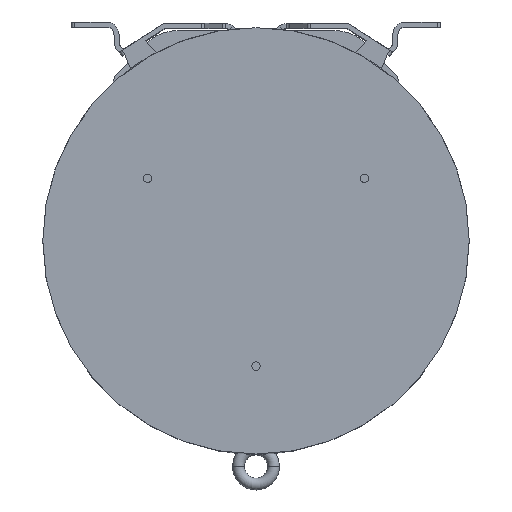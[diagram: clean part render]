
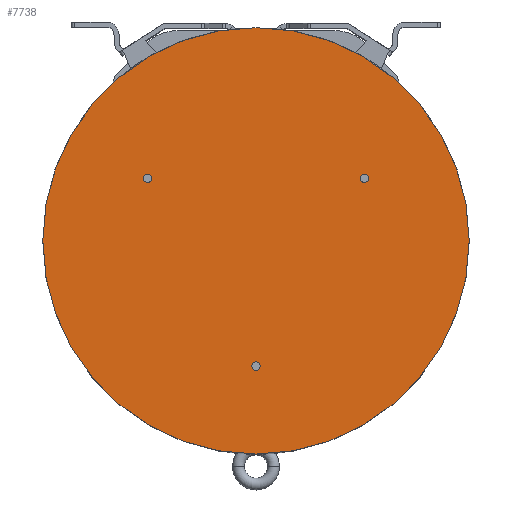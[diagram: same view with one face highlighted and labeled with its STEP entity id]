
A CAD part, top view. The second image highlights one B-rep face of the part: STEP entity #7738.
In plain terms, the highlighted planar face has unit normal (0, 0, 1).
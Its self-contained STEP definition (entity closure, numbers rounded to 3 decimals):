
#329=CARTESIAN_POINT('',(0.,0.,103.04));
#330=DIRECTION('',(0.,0.,1.));
#331=DIRECTION('',(1.,0.,0.));
#332=AXIS2_PLACEMENT_3D('',#329,#330,#331);
#2381=CARTESIAN_POINT('',(0.,0.,103.04));
#2382=DIRECTION('',(0.,0.,1.));
#2383=DIRECTION('',(-1.,0.,0.));
#2384=AXIS2_PLACEMENT_3D('',#2381,#2382,#2383);
#2435=CARTESIAN_POINT('',(86.603,50.,103.04));
#2436=DIRECTION('',(0.,0.,1.));
#2437=DIRECTION('',(1.,0.,0.));
#2438=AXIS2_PLACEMENT_3D('',#2435,#2436,#2437);
#2440=CARTESIAN_POINT('',(86.603,50.,103.04));
#2441=DIRECTION('',(0.,0.,1.));
#2442=DIRECTION('',(-1.,0.,0.));
#2443=AXIS2_PLACEMENT_3D('',#2440,#2441,#2442);
#2483=CARTESIAN_POINT('',(-86.603,50.,103.04));
#2484=DIRECTION('',(0.,0.,1.));
#2485=DIRECTION('',(1.,0.,0.));
#2486=AXIS2_PLACEMENT_3D('',#2483,#2484,#2485);
#2488=CARTESIAN_POINT('',(-86.603,50.,103.04));
#2489=DIRECTION('',(0.,0.,1.));
#2490=DIRECTION('',(-1.,0.,0.));
#2491=AXIS2_PLACEMENT_3D('',#2488,#2489,#2490);
#2501=CARTESIAN_POINT('',(0.,-100.,103.04));
#2502=DIRECTION('',(0.,0.,1.));
#2503=DIRECTION('',(1.,0.,0.));
#2504=AXIS2_PLACEMENT_3D('',#2501,#2502,#2503);
#2506=CARTESIAN_POINT('',(0.,-100.,103.04));
#2507=DIRECTION('',(0.,0.,1.));
#2508=DIRECTION('',(-1.,0.,0.));
#2509=AXIS2_PLACEMENT_3D('',#2506,#2507,#2508);
#4775=CARTESIAN_POINT('',(-170.35,0.,103.04));
#4776=CARTESIAN_POINT('',(170.35,0.,103.04));
#4777=VERTEX_POINT('',#4775);
#4778=VERTEX_POINT('',#4776);
#4779=CARTESIAN_POINT('',(90.003,50.,103.04));
#4780=CARTESIAN_POINT('',(83.203,50.,103.04));
#4781=VERTEX_POINT('',#4779);
#4782=VERTEX_POINT('',#4780);
#4783=CARTESIAN_POINT('',(-83.203,50.,103.04));
#4784=CARTESIAN_POINT('',(-90.003,50.,103.04));
#4785=VERTEX_POINT('',#4783);
#4786=VERTEX_POINT('',#4784);
#4787=CARTESIAN_POINT('',(3.4,-100.,103.04));
#4788=CARTESIAN_POINT('',(-3.4,-100.,103.04));
#4789=VERTEX_POINT('',#4787);
#4790=VERTEX_POINT('',#4788);
#7710=CARTESIAN_POINT('',(0.,0.,103.04));
#7711=DIRECTION('',(0.,0.,1.));
#7712=DIRECTION('',(1.,0.,0.));
#7713=AXIS2_PLACEMENT_3D('',#7710,#7711,#7712);
#7714=PLANE('',#7713);
#7716=ORIENTED_EDGE('',*,*,#7715,.F.);
#7717=ORIENTED_EDGE('',*,*,#5053,.F.);
#7718=EDGE_LOOP('',(#7716,#7717));
#7719=FACE_OUTER_BOUND('',#7718,.F.);
#7721=ORIENTED_EDGE('',*,*,#7720,.T.);
#7723=ORIENTED_EDGE('',*,*,#7722,.T.);
#7724=EDGE_LOOP('',(#7721,#7723));
#7725=FACE_BOUND('',#7724,.F.);
#7727=ORIENTED_EDGE('',*,*,#7726,.T.);
#7729=ORIENTED_EDGE('',*,*,#7728,.T.);
#7730=EDGE_LOOP('',(#7727,#7729));
#7731=FACE_BOUND('',#7730,.F.);
#7733=ORIENTED_EDGE('',*,*,#7732,.T.);
#7735=ORIENTED_EDGE('',*,*,#7734,.T.);
#7736=EDGE_LOOP('',(#7733,#7735));
#7737=FACE_BOUND('',#7736,.F.);
#7738=ADVANCED_FACE('',(#7719,#7725,#7731,#7737),#7714,.T.);
#333=CIRCLE('',#332,170.35);
#2385=CIRCLE('',#2384,170.35);
#2439=CIRCLE('',#2438,3.4);
#2444=CIRCLE('',#2443,3.4);
#2487=CIRCLE('',#2486,3.4);
#2492=CIRCLE('',#2491,3.4);
#2505=CIRCLE('',#2504,3.4);
#2510=CIRCLE('',#2509,3.4);
#5053=EDGE_CURVE('',#4778,#4777,#333,.T.);
#7715=EDGE_CURVE('',#4777,#4778,#2385,.T.);
#7720=EDGE_CURVE('',#4781,#4782,#2439,.T.);
#7722=EDGE_CURVE('',#4782,#4781,#2444,.T.);
#7726=EDGE_CURVE('',#4785,#4786,#2487,.T.);
#7728=EDGE_CURVE('',#4786,#4785,#2492,.T.);
#7732=EDGE_CURVE('',#4789,#4790,#2505,.T.);
#7734=EDGE_CURVE('',#4790,#4789,#2510,.T.);
